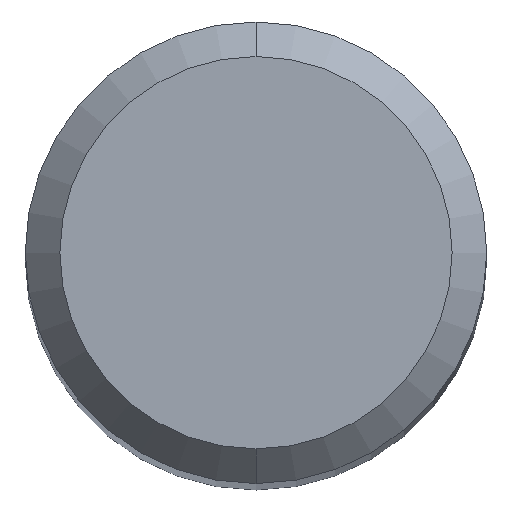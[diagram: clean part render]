
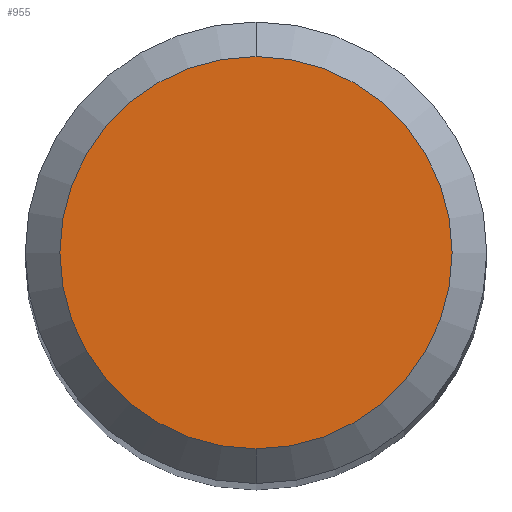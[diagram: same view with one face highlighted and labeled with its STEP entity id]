
A CAD part, top view. The second image highlights one B-rep face of the part: STEP entity #955.
In plain terms, the highlighted planar face has unit normal (0, 0, 1).
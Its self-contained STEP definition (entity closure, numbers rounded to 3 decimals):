
#795=VERTEX_POINT('',#1678);
#955=ADVANCED_FACE('',(#1853),#1854,.T.);
#987=EDGE_CURVE('',#795,#997,#1887,.T.);
#997=VERTEX_POINT('',#1897);
#1253=EDGE_CURVE('',#997,#795,#2175,.T.);
#1678=CARTESIAN_POINT('',(0.0,1.7,0.0));
#1853=FACE_OUTER_BOUND('',#4451,.T.);
#1854=PLANE('',#4452);
#1887=CIRCLE('',#4503,1.7);
#1897=CARTESIAN_POINT('',(0.,-1.7,0.0));
#2175=CIRCLE('',#6058,1.7);
#4451=EDGE_LOOP('',(#6816,#6817));
#4452=AXIS2_PLACEMENT_3D('',#6818,#6819,#6820);
#4503=AXIS2_PLACEMENT_3D('',#6859,#6860,#6861);
#6058=AXIS2_PLACEMENT_3D('',#7161,#7162,#7163);
#6816=ORIENTED_EDGE('',*,*,#987,.F.);
#6817=ORIENTED_EDGE('',*,*,#1253,.F.);
#6818=CARTESIAN_POINT('',(0.0,0.85,0.0));
#6819=DIRECTION('',(-0.0,0.0,1.0));
#6820=DIRECTION('',(0.0,-1.0,0.0));
#6859=CARTESIAN_POINT('',(0.0,0.0,0.0));
#6860=DIRECTION('',(0.0,0.0,-1.0));
#6861=DIRECTION('',(0.0,1.0,0.0));
#7161=CARTESIAN_POINT('',(0.0,0.0,0.0));
#7162=DIRECTION('',(0.0,0.0,-1.0));
#7163=DIRECTION('',(0.0,1.0,0.0));
